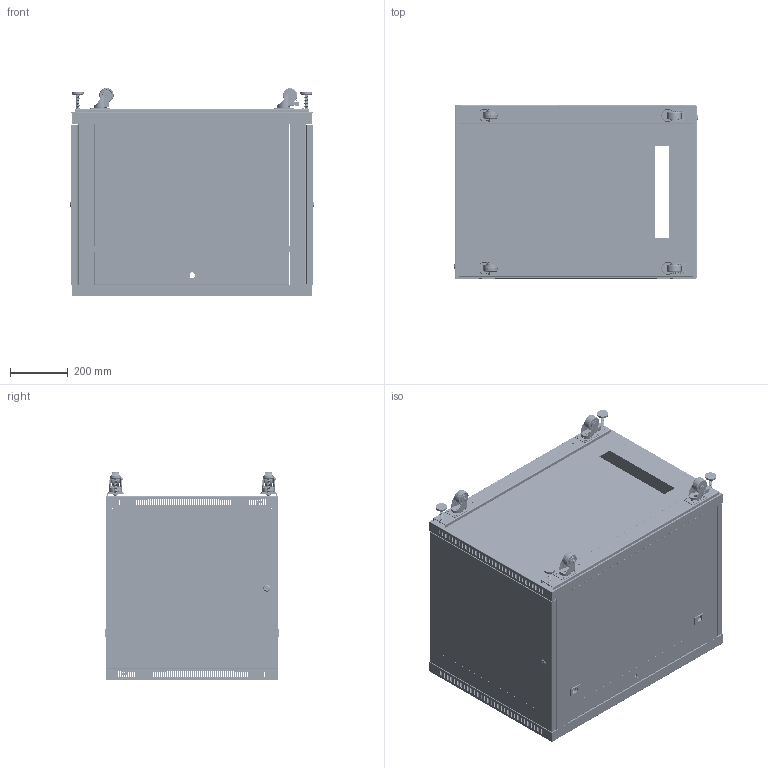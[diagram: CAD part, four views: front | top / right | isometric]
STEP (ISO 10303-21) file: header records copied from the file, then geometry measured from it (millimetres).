
FILE_DESCRIPTION (( 'STEP AP214' ), '1' );
FILE_NAME ('LC-SMT6812-W_LC_3D.step', '2023-09-11T22:27:48', ( '' ), ( '' ), 'SwSTEP 2.0', 'SolidWorks 2022', '' );
FILE_SCHEMA (( 'AUTOMOTIVE_DESIGN' ));
Length unit declared in the file: inch
Products named in the file (34): ____-6^2_______LC-SMT6812-W_LC; 12U____________^LC-SMT6812-W_LC; ______12U^LC-SMT6812-W_LC; 2______^LC-SMT6812-W_LC; 838______02^LC-SMT6812-W_LC; gb9074-4-88-m3x6^25_______12U_______LC-SMT6812-W_LC; m12lm^_______LC-SMT6812-W_LC; M12______^_______LC-SMT6812-W_LC; ____-7^12U___________LC-SMT6812-W_LC; ______2^25___________LC-SMT6812-W_LC; 25______^12U_______LC-SMT6812-W_LC; ____^25_______12U_______LC-SMT6812-W_LC; ________600X838____^LC-SMT6812-W_LC; ______-3^25___________LC-SMT6812-W_LC; shuo^25_______12U_______LC-SMT6812-W_LC; 25____^25___________LC-SMT6812-W_LC; 12U__________^LC-SMT6812-W_LC; ____-5^2_______LC-SMT6812-W_LC; 2______3^2_______LC-SMT6812-W_LC; ____12U____^12U___________LC-SMT6812-W_LC; 25__________^LC-SMT6812-W_LC; ____-2^25___________LC-SMT6812-W_LC; 25______-0^25___________LC-SMT6812-W_LC; 12U______^LC-SMT6812-W_LC; ____di600X838____^LC-SMT6812-W_LC; 2______2^2_______LC-SMT6812-W_LC; shuoluo^25_______12U_______LC-SMT6812-W_LC; LC-SMT6812-W_LC_3D; 2______-4^2_______LC-SMT6812-W_LC; 12U____^12U_______LC-SMT6812-W_LC; __________^LC-SMT6812-W_LC; L______838^LC-SMT6812-W_LC; 25______-1^25___________LC-SMT6812-W_LC; ______^LC-SMT6812-W_LC
Assembly tree (54 placements, depth 4):
  LC-SMT6812-W_LC_3D
    12U______^LC-SMT6812-W_LC  x2
      25______^12U_______LC-SMT6812-W_LC
        shuo^25_______12U_______LC-SMT6812-W_LC
        gb9074-4-88-m3x6^25_______12U_______LC-SMT6812-W_LC
        shuoluo^25_______12U_______LC-SMT6812-W_LC
        ____^25_______12U_______LC-SMT6812-W_LC
      12U____^12U_______LC-SMT6812-W_LC
    ______^LC-SMT6812-W_LC  x4
      M12______^_______LC-SMT6812-W_LC
      m12lm^_______LC-SMT6812-W_LC
    25__________^LC-SMT6812-W_LC  x2
      25____^25___________LC-SMT6812-W_LC
      25______-0^25___________LC-SMT6812-W_LC
      ______2^25___________LC-SMT6812-W_LC
      25______-1^25___________LC-SMT6812-W_LC
      ____-2^25___________LC-SMT6812-W_LC
      ______-3^25___________LC-SMT6812-W_LC
    2______^LC-SMT6812-W_LC  x2
      2______3^2_______LC-SMT6812-W_LC
      2______2^2_______LC-SMT6812-W_LC
      2______-4^2_______LC-SMT6812-W_LC
      ____-5^2_______LC-SMT6812-W_LC
      ____-6^2_______LC-SMT6812-W_LC
    12U__________^LC-SMT6812-W_LC  x2
      ____12U____^12U___________LC-SMT6812-W_LC
      ____-7^12U___________LC-SMT6812-W_LC
    ____di600X838____^LC-SMT6812-W_LC
    ________600X838____^LC-SMT6812-W_LC
    838______02^LC-SMT6812-W_LC  x4
    ______12U^LC-SMT6812-W_LC  x4
    L______838^LC-SMT6812-W_LC  x2
    12U____________^LC-SMT6812-W_LC  x4
    __________^LC-SMT6812-W_LC  x2
Bounding box: 844 x 604 x 721.63 mm (x, y, z)
Volume: 3752704.4 mm3; surface area: 7857379.2 mm2
Topology: 74 solids, 82 shells, 7282 faces, 19988 edges, 12856 vertices
Faces by surface type: plane 4168, cylinder 2670, bspline 276, torus 114, cone 36, sphere 18
Entity records: 165906 total; most frequent: CARTESIAN_POINT 61166, ORIENTED_EDGE 21514, DIRECTION 21118, EDGE_CURVE 10760, AXIS2_PLACEMENT_3D 7231, VERTEX_POINT 6963, VECTOR 6656, LINE 6656
